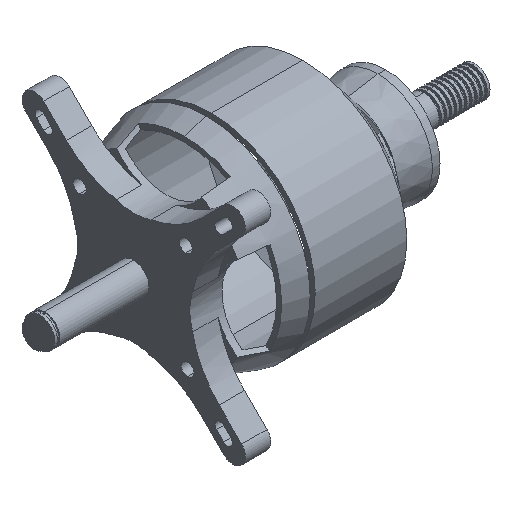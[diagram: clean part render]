
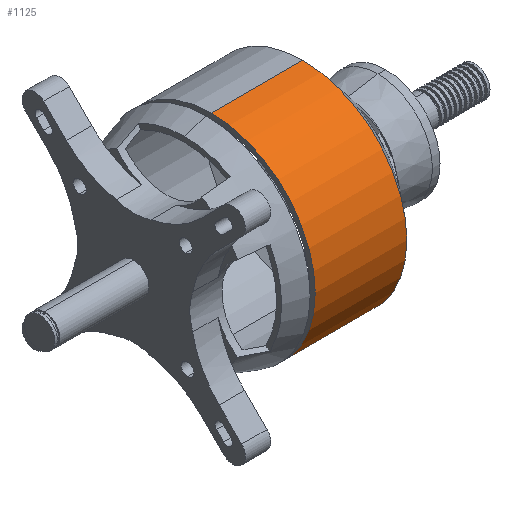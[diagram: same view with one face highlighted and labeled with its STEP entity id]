
A CAD part, isometric view. The second image highlights one B-rep face of the part: STEP entity #1125.
In plain terms, the highlighted cylindrical face has radius 40.83 mm (diameter 81.66 mm), a partial arc.
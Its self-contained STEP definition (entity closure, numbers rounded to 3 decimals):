
#170 = VECTOR ( 'NONE', #3119, 1000. ) ;
#219 = EDGE_CURVE ( 'NONE', #1007, #3224, #2474, .T. ) ;
#346 = CARTESIAN_POINT ( 'NONE',  ( 103.5, 0., -40.83 ) ) ;
#379 = EDGE_LOOP ( 'NONE', ( #3031, #2457, #6015, #5495 ) ) ;
#491 = LINE ( 'NONE', #2919, #5759 ) ;
#762 = AXIS2_PLACEMENT_3D ( 'NONE', #3987, #976, #1551 ) ;
#943 = AXIS2_PLACEMENT_3D ( 'NONE', #4106, #4237, #3211 ) ;
#976 = DIRECTION ( 'NONE',  ( -1., 0., 0. ) ) ;
#1007 = VERTEX_POINT ( 'NONE', #346 ) ;
#1012 = FACE_OUTER_BOUND ( 'NONE', #379, .T. ) ;
#1125 = ADVANCED_FACE ( 'NONE', ( #1012 ), #4889, .T. ) ;
#1172 = DIRECTION ( 'NONE',  ( 0., 0., 1. ) ) ;
#1551 = DIRECTION ( 'NONE',  ( 0., 0., 1. ) ) ;
#1586 = EDGE_CURVE ( 'NONE', #3224, #2971, #491, .T. ) ;
#2312 = EDGE_CURVE ( 'NONE', #5010, #2971, #4006, .T. ) ;
#2457 = ORIENTED_EDGE ( 'NONE', *, *, #219, .T. ) ;
#2474 = CIRCLE ( 'NONE', #3301, 40.83 ) ;
#2919 = CARTESIAN_POINT ( 'NONE',  ( 0., 0., 40.83 ) ) ;
#2971 = VERTEX_POINT ( 'NONE', #5585 ) ;
#3031 = ORIENTED_EDGE ( 'NONE', *, *, #3452, .F. ) ;
#3119 = DIRECTION ( 'NONE',  ( -1., 0., 0. ) ) ;
#3211 = DIRECTION ( 'NONE',  ( 0., 0., 1. ) ) ;
#3224 = VERTEX_POINT ( 'NONE', #3989 ) ;
#3301 = AXIS2_PLACEMENT_3D ( 'NONE', #5479, #6089, #1172 ) ;
#3452 = EDGE_CURVE ( 'NONE', #1007, #5010, #3603, .T. ) ;
#3603 = LINE ( 'NONE', #5119, #170 ) ;
#3987 = CARTESIAN_POINT ( 'NONE',  ( 0., 0., 0. ) ) ;
#3989 = CARTESIAN_POINT ( 'NONE',  ( 103.5, 0., 40.83 ) ) ;
#4006 = CIRCLE ( 'NONE', #943, 40.83 ) ;
#4106 = CARTESIAN_POINT ( 'NONE',  ( 67.5, 0., 0. ) ) ;
#4237 = DIRECTION ( 'NONE',  ( -1., 0., 0. ) ) ;
#4889 = CYLINDRICAL_SURFACE ( 'NONE', #762, 40.83 ) ;
#5010 = VERTEX_POINT ( 'NONE', #6093 ) ;
#5119 = CARTESIAN_POINT ( 'NONE',  ( 0., 0., -40.83 ) ) ;
#5479 = CARTESIAN_POINT ( 'NONE',  ( 103.5, 0., 0. ) ) ;
#5495 = ORIENTED_EDGE ( 'NONE', *, *, #2312, .F. ) ;
#5585 = CARTESIAN_POINT ( 'NONE',  ( 67.5, 0., 40.83 ) ) ;
#5759 = VECTOR ( 'NONE', #5950, 1000. ) ;
#5950 = DIRECTION ( 'NONE',  ( -1., 0., 0. ) ) ;
#6015 = ORIENTED_EDGE ( 'NONE', *, *, #1586, .T. ) ;
#6089 = DIRECTION ( 'NONE',  ( -1., 0., 0. ) ) ;
#6093 = CARTESIAN_POINT ( 'NONE',  ( 67.5, 0., -40.83 ) ) ;
